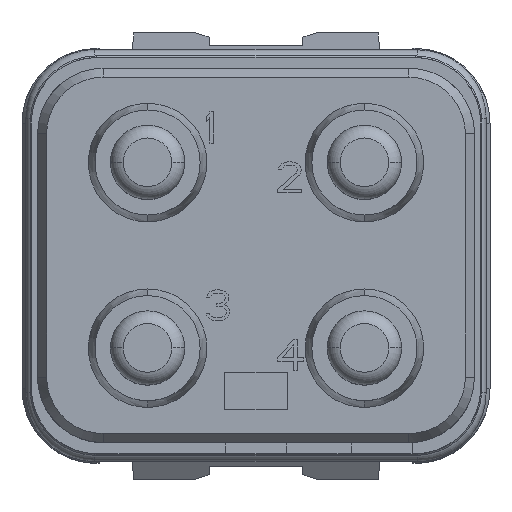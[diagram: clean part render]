
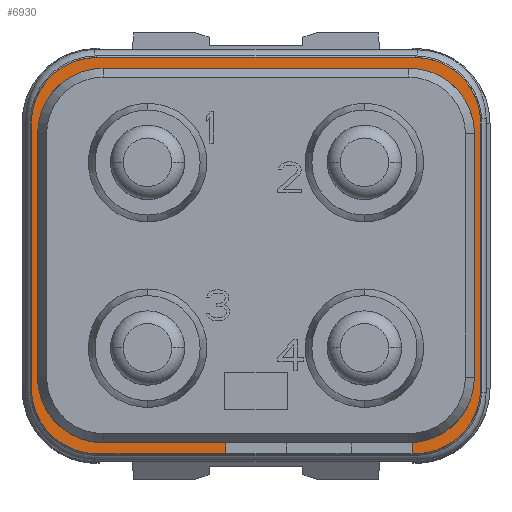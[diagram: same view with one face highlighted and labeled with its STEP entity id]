
A CAD part, top view. The second image highlights one B-rep face of the part: STEP entity #6930.
In plain terms, the highlighted planar face has unit normal (0, 0, 1).
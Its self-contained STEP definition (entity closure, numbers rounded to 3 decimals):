
#1=DIRECTION('',(0.,-1.,0.));
#2=VECTOR('',#1,0.35);
#3=CARTESIAN_POINT('',(-0.975,-6.,0.));
#4=LINE('',#3,#2);
#5=DIRECTION('',(-1.,0.,0.));
#6=VECTOR('',#5,4.125);
#7=CARTESIAN_POINT('',(-0.975,-6.35,0.));
#8=LINE('',#7,#6);
#9=DIRECTION('',(0.,1.,0.));
#10=VECTOR('',#9,8.5);
#11=CARTESIAN_POINT('',(-7.2,-4.25,0.));
#12=LINE('',#11,#10);
#13=DIRECTION('',(1.,0.,0.));
#14=VECTOR('',#13,10.2);
#15=CARTESIAN_POINT('',(-5.1,6.35,0.));
#16=LINE('',#15,#14);
#17=DIRECTION('',(0.,-1.,0.));
#18=VECTOR('',#17,8.5);
#19=CARTESIAN_POINT('',(7.2,4.25,0.));
#20=LINE('',#19,#18);
#21=DIRECTION('',(-1.,0.,0.));
#22=VECTOR('',#21,0.1);
#23=CARTESIAN_POINT('',(5.1,-6.35,0.));
#24=LINE('',#23,#22);
#25=DIRECTION('',(0.,1.,0.));
#26=VECTOR('',#25,0.352);
#27=CARTESIAN_POINT('',(5.,-6.35,0.));
#28=LINE('',#27,#26);
#29=CARTESIAN_POINT('',(4.9,-3.9,0.));
#30=DIRECTION('',(0.,0.,1.));
#31=DIRECTION('',(0.048,-0.999,0.));
#32=AXIS2_PLACEMENT_3D('',#29,#30,#31);
#34=DIRECTION('',(0.,1.,0.));
#35=VECTOR('',#34,7.8);
#36=CARTESIAN_POINT('',(7.,-3.9,0.));
#37=LINE('',#36,#35);
#38=CARTESIAN_POINT('',(4.9,3.9,0.));
#39=DIRECTION('',(0.,0.,1.));
#40=DIRECTION('',(1.,0.,0.));
#41=AXIS2_PLACEMENT_3D('',#38,#39,#40);
#43=DIRECTION('',(-1.,0.,0.));
#44=VECTOR('',#43,9.8);
#45=CARTESIAN_POINT('',(4.9,6.,0.));
#46=LINE('',#45,#44);
#47=CARTESIAN_POINT('',(-4.9,3.9,0.));
#48=DIRECTION('',(0.,0.,1.));
#49=DIRECTION('',(0.,1.,0.));
#50=AXIS2_PLACEMENT_3D('',#47,#48,#49);
#52=DIRECTION('',(0.,-1.,0.));
#53=VECTOR('',#52,7.8);
#54=CARTESIAN_POINT('',(-7.,3.9,0.));
#55=LINE('',#54,#53);
#56=CARTESIAN_POINT('',(-4.9,-3.9,0.));
#57=DIRECTION('',(0.,0.,1.));
#58=DIRECTION('',(-1.,0.,0.));
#59=AXIS2_PLACEMENT_3D('',#56,#57,#58);
#61=DIRECTION('',(1.,0.,0.));
#62=VECTOR('',#61,3.925);
#63=CARTESIAN_POINT('',(-4.9,-6.,0.));
#64=LINE('',#63,#62);
#308=CARTESIAN_POINT('',(5.1,-4.25,0.));
#309=DIRECTION('',(0.,0.,-1.));
#310=DIRECTION('',(1.,0.,0.));
#311=AXIS2_PLACEMENT_3D('',#308,#309,#310);
#356=CARTESIAN_POINT('',(5.1,4.25,0.));
#357=DIRECTION('',(0.,0.,-1.));
#358=DIRECTION('',(0.,1.,0.));
#359=AXIS2_PLACEMENT_3D('',#356,#357,#358);
#404=CARTESIAN_POINT('',(-5.1,4.25,0.));
#405=DIRECTION('',(0.,0.,-1.));
#406=DIRECTION('',(-1.,0.,0.));
#407=AXIS2_PLACEMENT_3D('',#404,#405,#406);
#452=CARTESIAN_POINT('',(-5.1,-4.25,0.));
#453=DIRECTION('',(0.,0.,-1.));
#454=DIRECTION('',(0.,-1.,0.));
#455=AXIS2_PLACEMENT_3D('',#452,#453,#454);
#5546=CARTESIAN_POINT('',(5.1,6.35,0.));
#5547=CARTESIAN_POINT('',(7.2,4.25,0.));
#5548=VERTEX_POINT('',#5546);
#5549=VERTEX_POINT('',#5547);
#5550=CARTESIAN_POINT('',(-7.2,4.25,0.));
#5551=CARTESIAN_POINT('',(-5.1,6.35,0.));
#5552=VERTEX_POINT('',#5550);
#5553=VERTEX_POINT('',#5551);
#5554=CARTESIAN_POINT('',(-5.1,-6.35,0.));
#5555=CARTESIAN_POINT('',(-7.2,-4.25,0.));
#5556=VERTEX_POINT('',#5554);
#5557=VERTEX_POINT('',#5555);
#5558=CARTESIAN_POINT('',(7.2,-4.25,0.));
#5559=CARTESIAN_POINT('',(5.1,-6.35,0.));
#5560=VERTEX_POINT('',#5558);
#5561=VERTEX_POINT('',#5559);
#5638=CARTESIAN_POINT('',(-7.,3.9,0.));
#5639=CARTESIAN_POINT('',(-7.,-3.9,0.));
#5640=VERTEX_POINT('',#5638);
#5641=VERTEX_POINT('',#5639);
#5642=CARTESIAN_POINT('',(-4.9,-6.,0.));
#5643=VERTEX_POINT('',#5642);
#5644=CARTESIAN_POINT('',(7.,-3.9,0.));
#5645=CARTESIAN_POINT('',(7.,3.9,0.));
#5646=VERTEX_POINT('',#5644);
#5647=VERTEX_POINT('',#5645);
#5648=CARTESIAN_POINT('',(4.9,6.,0.));
#5649=VERTEX_POINT('',#5648);
#5650=CARTESIAN_POINT('',(-4.9,6.,0.));
#5651=VERTEX_POINT('',#5650);
#5704=CARTESIAN_POINT('',(5.,-6.35,0.));
#5705=VERTEX_POINT('',#5704);
#5714=CARTESIAN_POINT('',(5.,-5.998,0.));
#5715=VERTEX_POINT('',#5714);
#5730=CARTESIAN_POINT('',(-0.975,-6.,0.));
#5731=CARTESIAN_POINT('',(-0.975,-6.35,0.));
#5732=VERTEX_POINT('',#5730);
#5733=VERTEX_POINT('',#5731);
#6885=CARTESIAN_POINT('',(0.,0.,0.));
#6886=DIRECTION('',(0.,0.,1.));
#6887=DIRECTION('',(1.,0.,0.));
#6888=AXIS2_PLACEMENT_3D('',#6885,#6886,#6887);
#6889=PLANE('',#6888);
#6891=ORIENTED_EDGE('',*,*,#6890,.T.);
#6893=ORIENTED_EDGE('',*,*,#6892,.T.);
#6895=ORIENTED_EDGE('',*,*,#6894,.T.);
#6897=ORIENTED_EDGE('',*,*,#6896,.T.);
#6899=ORIENTED_EDGE('',*,*,#6898,.T.);
#6901=ORIENTED_EDGE('',*,*,#6900,.T.);
#6903=ORIENTED_EDGE('',*,*,#6902,.T.);
#6905=ORIENTED_EDGE('',*,*,#6904,.T.);
#6907=ORIENTED_EDGE('',*,*,#6906,.T.);
#6909=ORIENTED_EDGE('',*,*,#6908,.T.);
#6911=ORIENTED_EDGE('',*,*,#6910,.T.);
#6913=ORIENTED_EDGE('',*,*,#6912,.T.);
#6915=ORIENTED_EDGE('',*,*,#6914,.T.);
#6917=ORIENTED_EDGE('',*,*,#6916,.T.);
#6919=ORIENTED_EDGE('',*,*,#6918,.T.);
#6921=ORIENTED_EDGE('',*,*,#6920,.T.);
#6923=ORIENTED_EDGE('',*,*,#6922,.T.);
#6925=ORIENTED_EDGE('',*,*,#6924,.T.);
#6927=ORIENTED_EDGE('',*,*,#6926,.T.);
#6928=EDGE_LOOP('',(#6891,#6893,#6895,#6897,#6899,#6901,#6903,#6905,#6907,#6909,
#6911,#6913,#6915,#6917,#6919,#6921,#6923,#6925,#6927));
#6929=FACE_OUTER_BOUND('',#6928,.F.);
#6930=ADVANCED_FACE('',(#6929),#6889,.T.);
#33=CIRCLE('',#32,2.1);
#42=CIRCLE('',#41,2.1);
#51=CIRCLE('',#50,2.1);
#60=CIRCLE('',#59,2.1);
#312=CIRCLE('',#311,2.1);
#360=CIRCLE('',#359,2.1);
#408=CIRCLE('',#407,2.1);
#456=CIRCLE('',#455,2.1);
#6890=EDGE_CURVE('',#5732,#5733,#4,.T.);
#6892=EDGE_CURVE('',#5733,#5556,#8,.T.);
#6894=EDGE_CURVE('',#5556,#5557,#456,.T.);
#6896=EDGE_CURVE('',#5557,#5552,#12,.T.);
#6898=EDGE_CURVE('',#5552,#5553,#408,.T.);
#6900=EDGE_CURVE('',#5553,#5548,#16,.T.);
#6902=EDGE_CURVE('',#5548,#5549,#360,.T.);
#6904=EDGE_CURVE('',#5549,#5560,#20,.T.);
#6906=EDGE_CURVE('',#5560,#5561,#312,.T.);
#6908=EDGE_CURVE('',#5561,#5705,#24,.T.);
#6910=EDGE_CURVE('',#5705,#5715,#28,.T.);
#6912=EDGE_CURVE('',#5715,#5646,#33,.T.);
#6914=EDGE_CURVE('',#5646,#5647,#37,.T.);
#6916=EDGE_CURVE('',#5647,#5649,#42,.T.);
#6918=EDGE_CURVE('',#5649,#5651,#46,.T.);
#6920=EDGE_CURVE('',#5651,#5640,#51,.T.);
#6922=EDGE_CURVE('',#5640,#5641,#55,.T.);
#6924=EDGE_CURVE('',#5641,#5643,#60,.T.);
#6926=EDGE_CURVE('',#5643,#5732,#64,.T.);
